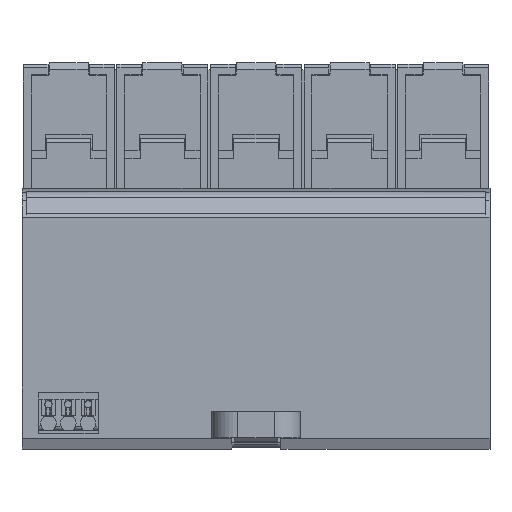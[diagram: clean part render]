
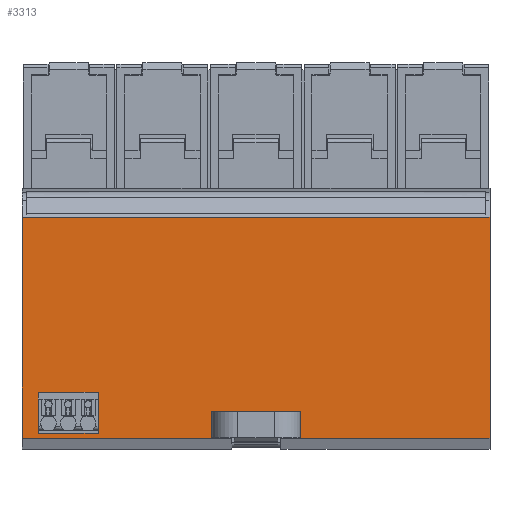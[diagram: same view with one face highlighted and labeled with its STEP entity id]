
A CAD part, front view. The second image highlights one B-rep face of the part: STEP entity #3313.
In plain terms, the highlighted planar face has unit normal (0, -1, 0).
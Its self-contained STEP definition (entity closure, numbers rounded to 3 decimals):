
#3182=AXIS2_PLACEMENT_3D('Plane Axis2P3D',#3179,#3180,#3181) ;
#1462=CARTESIAN_POINT('Vertex',(90.,15.4,44.585)) ;
#1465=CARTESIAN_POINT('Line Origine',(90.,15.4,23.348)) ;
#1469=CARTESIAN_POINT('Vertex',(90.,15.4,2.111)) ;
#1610=CARTESIAN_POINT('Vertex',(0.,15.4,2.111)) ;
#1613=CARTESIAN_POINT('Line Origine',(0.,15.4,23.348)) ;
#1617=CARTESIAN_POINT('Vertex',(0.,15.4,44.585)) ;
#3002=CARTESIAN_POINT('Vertex',(51.927,15.4,7.202)) ;
#3005=CARTESIAN_POINT('Line Origine',(50.563,15.4,7.202)) ;
#3009=CARTESIAN_POINT('Vertex',(49.2,15.4,7.202)) ;
#3030=CARTESIAN_POINT('Vertex',(40.8,15.4,7.202)) ;
#3033=CARTESIAN_POINT('Line Origine',(39.462,15.4,7.202)) ;
#3037=CARTESIAN_POINT('Vertex',(38.124,15.4,7.202)) ;
#3156=CARTESIAN_POINT('Line Origine',(69.879,15.4,2.111)) ;
#3160=CARTESIAN_POINT('Vertex',(49.757,15.4,2.111)) ;
#3179=CARTESIAN_POINT('Axis2P3D Location',(0.,15.4,2.111)) ;
#3184=CARTESIAN_POINT('Line Origine',(20.147,15.4,2.111)) ;
#3188=CARTESIAN_POINT('Vertex',(40.293,15.4,2.111)) ;
#3191=CARTESIAN_POINT('Line Origine',(40.293,15.4,3.199)) ;
#3195=CARTESIAN_POINT('Vertex',(40.293,15.4,4.287)) ;
#3198=CARTESIAN_POINT('Line Origine',(39.219,15.4,4.287)) ;
#3202=CARTESIAN_POINT('Vertex',(38.144,15.4,4.287)) ;
#3205=CARTESIAN_POINT('Line Origine',(38.134,15.4,4.287)) ;
#3209=CARTESIAN_POINT('Vertex',(38.124,15.4,4.287)) ;
#3212=CARTESIAN_POINT('Line Origine',(38.124,15.4,5.744)) ;
#3217=CARTESIAN_POINT('Line Origine',(45.,15.4,7.202)) ;
#3222=CARTESIAN_POINT('Line Origine',(51.927,15.4,7.102)) ;
#3226=CARTESIAN_POINT('Vertex',(51.927,15.4,7.002)) ;
#3229=CARTESIAN_POINT('Line Origine',(51.937,15.4,7.002)) ;
#3233=CARTESIAN_POINT('Vertex',(51.947,15.4,7.002)) ;
#3236=CARTESIAN_POINT('Line Origine',(51.947,15.4,5.644)) ;
#3240=CARTESIAN_POINT('Vertex',(51.947,15.4,4.287)) ;
#3243=CARTESIAN_POINT('Line Origine',(50.852,15.4,4.287)) ;
#3247=CARTESIAN_POINT('Vertex',(49.757,15.4,4.287)) ;
#3250=CARTESIAN_POINT('Line Origine',(49.757,15.4,3.199)) ;
#3255=CARTESIAN_POINT('Line Origine',(45.,15.4,44.585)) ;
#3279=CARTESIAN_POINT('Line Origine',(14.657,15.4,7.112)) ;
#3283=CARTESIAN_POINT('Vertex',(14.657,15.4,10.837)) ;
#3285=CARTESIAN_POINT('Vertex',(14.657,15.4,3.387)) ;
#3288=CARTESIAN_POINT('Line Origine',(8.892,15.4,3.387)) ;
#3292=CARTESIAN_POINT('Vertex',(3.127,15.4,3.387)) ;
#3295=CARTESIAN_POINT('Line Origine',(3.127,15.4,7.112)) ;
#3299=CARTESIAN_POINT('Vertex',(3.127,15.4,10.837)) ;
#3302=CARTESIAN_POINT('Line Origine',(8.892,15.4,10.837)) ;
#1466=DIRECTION('Vector Direction',(0.,0.,1.)) ;
#1614=DIRECTION('Vector Direction',(0.,0.,1.)) ;
#3006=DIRECTION('Vector Direction',(-1.,0.,0.)) ;
#3034=DIRECTION('Vector Direction',(-1.,0.,0.)) ;
#3157=DIRECTION('Vector Direction',(1.,0.,0.)) ;
#3180=DIRECTION('Axis2P3D Direction',(0.,1.,0.)) ;
#3181=DIRECTION('Axis2P3D XDirection',(0.,0.,1.)) ;
#3185=DIRECTION('Vector Direction',(1.,0.,0.)) ;
#3192=DIRECTION('Vector Direction',(0.,0.,1.)) ;
#3199=DIRECTION('Vector Direction',(1.,0.,0.)) ;
#3206=DIRECTION('Vector Direction',(1.,0.,0.)) ;
#3213=DIRECTION('Vector Direction',(0.,0.,-1.)) ;
#3218=DIRECTION('Vector Direction',(-1.,0.,0.)) ;
#3223=DIRECTION('Vector Direction',(0.,0.,-1.)) ;
#3230=DIRECTION('Vector Direction',(-1.,0.,0.)) ;
#3237=DIRECTION('Vector Direction',(0.,0.,1.)) ;
#3244=DIRECTION('Vector Direction',(1.,0.,0.)) ;
#3251=DIRECTION('Vector Direction',(0.,0.,1.)) ;
#3256=DIRECTION('Vector Direction',(1.,0.,0.)) ;
#3280=DIRECTION('Vector Direction',(0.,0.,-1.)) ;
#3289=DIRECTION('Vector Direction',(1.,0.,0.)) ;
#3296=DIRECTION('Vector Direction',(0.,0.,-1.)) ;
#3303=DIRECTION('Vector Direction',(1.,0.,0.)) ;
#1467=VECTOR('Line Direction',#1466,1.) ;
#1615=VECTOR('Line Direction',#1614,1.) ;
#3007=VECTOR('Line Direction',#3006,1.) ;
#3035=VECTOR('Line Direction',#3034,1.) ;
#3158=VECTOR('Line Direction',#3157,1.) ;
#3186=VECTOR('Line Direction',#3185,1.) ;
#3193=VECTOR('Line Direction',#3192,1.) ;
#3200=VECTOR('Line Direction',#3199,1.) ;
#3207=VECTOR('Line Direction',#3206,1.) ;
#3214=VECTOR('Line Direction',#3213,1.) ;
#3219=VECTOR('Line Direction',#3218,1.) ;
#3224=VECTOR('Line Direction',#3223,1.) ;
#3231=VECTOR('Line Direction',#3230,1.) ;
#3238=VECTOR('Line Direction',#3237,1.) ;
#3245=VECTOR('Line Direction',#3244,1.) ;
#3252=VECTOR('Line Direction',#3251,1.) ;
#3257=VECTOR('Line Direction',#3256,1.) ;
#3281=VECTOR('Line Direction',#3280,1.) ;
#3290=VECTOR('Line Direction',#3289,1.) ;
#3297=VECTOR('Line Direction',#3296,1.) ;
#3304=VECTOR('Line Direction',#3303,1.) ;
#3261=ORIENTED_EDGE('',*,*,#1619,.F.) ;
#3262=ORIENTED_EDGE('',*,*,#3190,.T.) ;
#3263=ORIENTED_EDGE('',*,*,#3197,.T.) ;
#3264=ORIENTED_EDGE('',*,*,#3204,.F.) ;
#3265=ORIENTED_EDGE('',*,*,#3211,.F.) ;
#3266=ORIENTED_EDGE('',*,*,#3216,.F.) ;
#3267=ORIENTED_EDGE('',*,*,#3039,.F.) ;
#3268=ORIENTED_EDGE('',*,*,#3221,.F.) ;
#3269=ORIENTED_EDGE('',*,*,#3011,.F.) ;
#3270=ORIENTED_EDGE('',*,*,#3228,.T.) ;
#3271=ORIENTED_EDGE('',*,*,#3235,.F.) ;
#3272=ORIENTED_EDGE('',*,*,#3242,.F.) ;
#3273=ORIENTED_EDGE('',*,*,#3249,.F.) ;
#3274=ORIENTED_EDGE('',*,*,#3254,.F.) ;
#3275=ORIENTED_EDGE('',*,*,#3162,.T.) ;
#3276=ORIENTED_EDGE('',*,*,#1471,.T.) ;
#3277=ORIENTED_EDGE('',*,*,#3259,.F.) ;
#3308=ORIENTED_EDGE('',*,*,#3287,.T.) ;
#3309=ORIENTED_EDGE('',*,*,#3294,.F.) ;
#3310=ORIENTED_EDGE('',*,*,#3301,.F.) ;
#3311=ORIENTED_EDGE('',*,*,#3306,.T.) ;
#3312=FACE_BOUND('',#3307,.T.) ;
#3313=ADVANCED_FACE('UEBERSPANNUNGSSCHUTZ',(#3278,#3312),#3183,.F.) ;
#1471=EDGE_CURVE('',#1470,#1463,#1468,.T.) ;
#1619=EDGE_CURVE('',#1611,#1618,#1616,.T.) ;
#3011=EDGE_CURVE('',#3003,#3010,#3008,.T.) ;
#3039=EDGE_CURVE('',#3031,#3038,#3036,.T.) ;
#3162=EDGE_CURVE('',#3161,#1470,#3159,.T.) ;
#3190=EDGE_CURVE('',#1611,#3189,#3187,.T.) ;
#3197=EDGE_CURVE('',#3189,#3196,#3194,.T.) ;
#3204=EDGE_CURVE('',#3203,#3196,#3201,.T.) ;
#3211=EDGE_CURVE('',#3210,#3203,#3208,.T.) ;
#3216=EDGE_CURVE('',#3038,#3210,#3215,.T.) ;
#3221=EDGE_CURVE('',#3010,#3031,#3220,.T.) ;
#3228=EDGE_CURVE('',#3003,#3227,#3225,.T.) ;
#3235=EDGE_CURVE('',#3234,#3227,#3232,.T.) ;
#3242=EDGE_CURVE('',#3241,#3234,#3239,.T.) ;
#3249=EDGE_CURVE('',#3248,#3241,#3246,.T.) ;
#3254=EDGE_CURVE('',#3161,#3248,#3253,.T.) ;
#3259=EDGE_CURVE('',#1618,#1463,#3258,.T.) ;
#3287=EDGE_CURVE('',#3284,#3286,#3282,.T.) ;
#3294=EDGE_CURVE('',#3293,#3286,#3291,.T.) ;
#3301=EDGE_CURVE('',#3300,#3293,#3298,.T.) ;
#3306=EDGE_CURVE('',#3300,#3284,#3305,.T.) ;
#3260=EDGE_LOOP('',(#3261,#3262,#3263,#3264,#3265,#3266,#3267,#3268,#3269,#3270,#3271,#3272,#3273,#3274,#3275,#3276,#3277)) ;
#3307=EDGE_LOOP('',(#3308,#3309,#3310,#3311)) ;
#3278=FACE_OUTER_BOUND('',#3260,.T.) ;
#1468=LINE('Line',#1465,#1467) ;
#1616=LINE('Line',#1613,#1615) ;
#3008=LINE('Line',#3005,#3007) ;
#3036=LINE('Line',#3033,#3035) ;
#3159=LINE('Line',#3156,#3158) ;
#3187=LINE('Line',#3184,#3186) ;
#3194=LINE('Line',#3191,#3193) ;
#3201=LINE('Line',#3198,#3200) ;
#3208=LINE('Line',#3205,#3207) ;
#3215=LINE('Line',#3212,#3214) ;
#3220=LINE('Line',#3217,#3219) ;
#3225=LINE('Line',#3222,#3224) ;
#3232=LINE('Line',#3229,#3231) ;
#3239=LINE('Line',#3236,#3238) ;
#3246=LINE('Line',#3243,#3245) ;
#3253=LINE('Line',#3250,#3252) ;
#3258=LINE('Line',#3255,#3257) ;
#3282=LINE('Line',#3279,#3281) ;
#3291=LINE('Line',#3288,#3290) ;
#3298=LINE('Line',#3295,#3297) ;
#3305=LINE('Line',#3302,#3304) ;
#3183=PLANE('',#3182) ;
#1463=VERTEX_POINT('',#1462) ;
#1470=VERTEX_POINT('',#1469) ;
#1611=VERTEX_POINT('',#1610) ;
#1618=VERTEX_POINT('',#1617) ;
#3003=VERTEX_POINT('',#3002) ;
#3010=VERTEX_POINT('',#3009) ;
#3031=VERTEX_POINT('',#3030) ;
#3038=VERTEX_POINT('',#3037) ;
#3161=VERTEX_POINT('',#3160) ;
#3189=VERTEX_POINT('',#3188) ;
#3196=VERTEX_POINT('',#3195) ;
#3203=VERTEX_POINT('',#3202) ;
#3210=VERTEX_POINT('',#3209) ;
#3227=VERTEX_POINT('',#3226) ;
#3234=VERTEX_POINT('',#3233) ;
#3241=VERTEX_POINT('',#3240) ;
#3248=VERTEX_POINT('',#3247) ;
#3284=VERTEX_POINT('',#3283) ;
#3286=VERTEX_POINT('',#3285) ;
#3293=VERTEX_POINT('',#3292) ;
#3300=VERTEX_POINT('',#3299) ;
